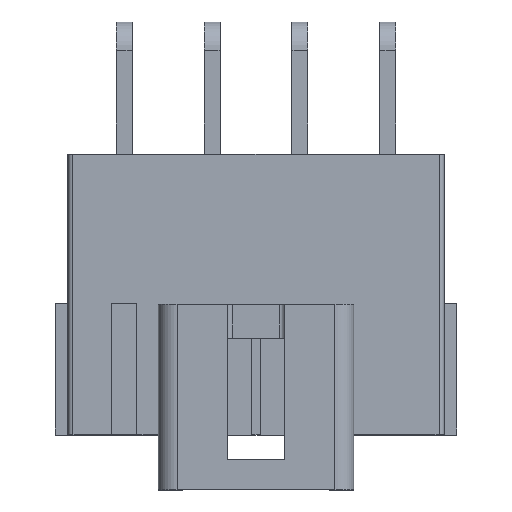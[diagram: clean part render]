
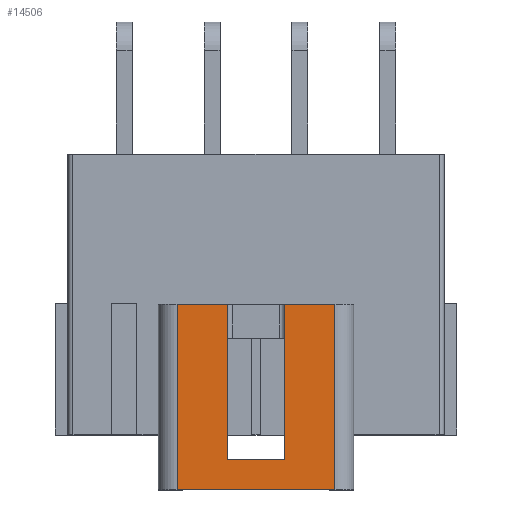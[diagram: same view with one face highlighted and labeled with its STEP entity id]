
A CAD part, top view. The second image highlights one B-rep face of the part: STEP entity #14506.
In plain terms, the highlighted planar face has unit normal (0, 0, 1).
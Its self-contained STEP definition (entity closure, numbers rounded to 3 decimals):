
#13519 = PLANE('',#13520);
#13520 = AXIS2_PLACEMENT_3D('',#13521,#13522,#13523);
#13521 = CARTESIAN_POINT('',(1.35,-18.35,13.585));
#13522 = DIRECTION('',(0.,-1.,0.));
#13523 = DIRECTION('',(0.,0.,-1.));
#13655 = PLANE('',#13656);
#13656 = AXIS2_PLACEMENT_3D('',#13657,#13658,#13659);
#13657 = CARTESIAN_POINT('',(6.405,-17.15,13.585));
#13658 = DIRECTION('',(1.,0.,0.));
#13659 = DIRECTION('',(0.,1.,0.));
#13683 = PLANE('',#13684);
#13684 = AXIS2_PLACEMENT_3D('',#13685,#13686,#13687);
#13685 = CARTESIAN_POINT('',(4.095,-17.15,13.585));
#13686 = DIRECTION('',(0.,-1.,0.));
#13687 = DIRECTION('',(1.,0.,0.));
#13709 = PLANE('',#13710);
#13710 = AXIS2_PLACEMENT_3D('',#13711,#13712,#13713);
#13711 = CARTESIAN_POINT('',(4.095,-10.95,13.585));
#13712 = DIRECTION('',(-1.,0.,0.));
#13713 = DIRECTION('',(0.,-1.,0.));
#14114 = PLANE('',#14115);
#14115 = AXIS2_PLACEMENT_3D('',#14116,#14117,#14118);
#14116 = CARTESIAN_POINT('',(1.35,-10.95,7.845));
#14117 = DIRECTION('',(0.,1.,0.));
#14118 = DIRECTION('',(0.,0.,1.));
#14186 = VERTEX_POINT('',#14187);
#14187 = CARTESIAN_POINT('',(2.1,-10.95,13.585));
#14202 = CYLINDRICAL_SURFACE('',#14203,0.75);
#14203 = AXIS2_PLACEMENT_3D('',#14204,#14205,#14206);
#14204 = CARTESIAN_POINT('',(2.1,-42.916,12.835));
#14205 = DIRECTION('',(0.,1.,0.));
#14206 = DIRECTION('',(-1.,0.,0.));
#14284 = VERTEX_POINT('',#14285);
#14285 = CARTESIAN_POINT('',(8.4,-10.95,13.585));
#14300 = CYLINDRICAL_SURFACE('',#14301,0.75);
#14301 = AXIS2_PLACEMENT_3D('',#14302,#14303,#14304);
#14302 = CARTESIAN_POINT('',(8.4,25.061,12.835));
#14303 = DIRECTION('',(0.,-1.,0.));
#14304 = DIRECTION('',(1.,0.,0.));
#14312 = EDGE_CURVE('',#14313,#14284,#14315,.T.);
#14313 = VERTEX_POINT('',#14314);
#14314 = CARTESIAN_POINT('',(6.405,-10.95,13.585));
#14315 = SURFACE_CURVE('',#14316,(#14320,#14327),.PCURVE_S1.);
#14316 = LINE('',#14317,#14318);
#14317 = CARTESIAN_POINT('',(6.405,-10.95,13.585));
#14318 = VECTOR('',#14319,1.);
#14319 = DIRECTION('',(1.,0.,0.));
#14320 = PCURVE('',#14114,#14321);
#14321 = DEFINITIONAL_REPRESENTATION('',(#14322),#14326);
#14322 = LINE('',#14323,#14324);
#14323 = CARTESIAN_POINT('',(5.74,5.055));
#14324 = VECTOR('',#14325,1.);
#14325 = DIRECTION('',(0.,1.));
#14326 = ( GEOMETRIC_REPRESENTATION_CONTEXT(2) 
PARAMETRIC_REPRESENTATION_CONTEXT() REPRESENTATION_CONTEXT('2D SPACE',''
  ) );
#14327 = PCURVE('',#14328,#14333);
#14328 = PLANE('',#14329);
#14329 = AXIS2_PLACEMENT_3D('',#14330,#14331,#14332);
#14330 = CARTESIAN_POINT('',(1.35,-10.95,13.585));
#14331 = DIRECTION('',(0.,0.,1.));
#14332 = DIRECTION('',(0.,-1.,0.));
#14333 = DEFINITIONAL_REPRESENTATION('',(#14334),#14338);
#14334 = LINE('',#14335,#14336);
#14335 = CARTESIAN_POINT('',(0.,5.055));
#14336 = VECTOR('',#14337,1.);
#14337 = DIRECTION('',(0.,1.));
#14338 = ( GEOMETRIC_REPRESENTATION_CONTEXT(2) 
PARAMETRIC_REPRESENTATION_CONTEXT() REPRESENTATION_CONTEXT('2D SPACE',''
  ) );
#14392 = VERTEX_POINT('',#14393);
#14393 = CARTESIAN_POINT('',(4.095,-10.95,13.585));
#14414 = EDGE_CURVE('',#14186,#14392,#14415,.T.);
#14415 = SURFACE_CURVE('',#14416,(#14420,#14427),.PCURVE_S1.);
#14416 = LINE('',#14417,#14418);
#14417 = CARTESIAN_POINT('',(2.1,-10.95,13.585));
#14418 = VECTOR('',#14419,1.);
#14419 = DIRECTION('',(1.,0.,0.));
#14420 = PCURVE('',#14114,#14421);
#14421 = DEFINITIONAL_REPRESENTATION('',(#14422),#14426);
#14422 = LINE('',#14423,#14424);
#14423 = CARTESIAN_POINT('',(5.74,0.75));
#14424 = VECTOR('',#14425,1.);
#14425 = DIRECTION('',(0.,1.));
#14426 = ( GEOMETRIC_REPRESENTATION_CONTEXT(2) 
PARAMETRIC_REPRESENTATION_CONTEXT() REPRESENTATION_CONTEXT('2D SPACE',''
  ) );
#14427 = PCURVE('',#14328,#14428);
#14428 = DEFINITIONAL_REPRESENTATION('',(#14429),#14433);
#14429 = LINE('',#14430,#14431);
#14430 = CARTESIAN_POINT('',(0.,0.75));
#14431 = VECTOR('',#14432,1.);
#14432 = DIRECTION('',(0.,1.));
#14433 = ( GEOMETRIC_REPRESENTATION_CONTEXT(2) 
PARAMETRIC_REPRESENTATION_CONTEXT() REPRESENTATION_CONTEXT('2D SPACE',''
  ) );
#14462 = VERTEX_POINT('',#14463);
#14463 = CARTESIAN_POINT('',(2.1,-18.35,13.585));
#14485 = EDGE_CURVE('',#14462,#14186,#14486,.T.);
#14486 = SURFACE_CURVE('',#14487,(#14491,#14498),.PCURVE_S1.);
#14487 = LINE('',#14488,#14489);
#14488 = CARTESIAN_POINT('',(2.1,-18.35,13.585));
#14489 = VECTOR('',#14490,1.);
#14490 = DIRECTION('',(0.,1.,0.));
#14491 = PCURVE('',#14202,#14492);
#14492 = DEFINITIONAL_REPRESENTATION('',(#14493),#14497);
#14493 = LINE('',#14494,#14495);
#14494 = CARTESIAN_POINT('',(1.571,24.566));
#14495 = VECTOR('',#14496,1.);
#14496 = DIRECTION('',(0.,1.));
#14497 = ( GEOMETRIC_REPRESENTATION_CONTEXT(2) 
PARAMETRIC_REPRESENTATION_CONTEXT() REPRESENTATION_CONTEXT('2D SPACE',''
  ) );
#14498 = PCURVE('',#14328,#14499);
#14499 = DEFINITIONAL_REPRESENTATION('',(#14500),#14504);
#14500 = LINE('',#14501,#14502);
#14501 = CARTESIAN_POINT('',(7.4,0.75));
#14502 = VECTOR('',#14503,1.);
#14503 = DIRECTION('',(-1.,0.));
#14504 = ( GEOMETRIC_REPRESENTATION_CONTEXT(2) 
PARAMETRIC_REPRESENTATION_CONTEXT() REPRESENTATION_CONTEXT('2D SPACE',''
  ) );
#14506 = ADVANCED_FACE('',(#14507),#14328,.T.);
#14507 = FACE_BOUND('',#14508,.F.);
#14508 = EDGE_LOOP('',(#14509,#14510,#14511,#14534,#14557,#14578,#14579,
    #14602));
#14509 = ORIENTED_EDGE('',*,*,#14485,.T.);
#14510 = ORIENTED_EDGE('',*,*,#14414,.T.);
#14511 = ORIENTED_EDGE('',*,*,#14512,.T.);
#14512 = EDGE_CURVE('',#14392,#14513,#14515,.T.);
#14513 = VERTEX_POINT('',#14514);
#14514 = CARTESIAN_POINT('',(4.095,-17.15,13.585));
#14515 = SURFACE_CURVE('',#14516,(#14520,#14527),.PCURVE_S1.);
#14516 = LINE('',#14517,#14518);
#14517 = CARTESIAN_POINT('',(4.095,-10.95,13.585));
#14518 = VECTOR('',#14519,1.);
#14519 = DIRECTION('',(0.,-1.,0.));
#14520 = PCURVE('',#14328,#14521);
#14521 = DEFINITIONAL_REPRESENTATION('',(#14522),#14526);
#14522 = LINE('',#14523,#14524);
#14523 = CARTESIAN_POINT('',(0.,2.745));
#14524 = VECTOR('',#14525,1.);
#14525 = DIRECTION('',(1.,0.));
#14526 = ( GEOMETRIC_REPRESENTATION_CONTEXT(2) 
PARAMETRIC_REPRESENTATION_CONTEXT() REPRESENTATION_CONTEXT('2D SPACE',''
  ) );
#14527 = PCURVE('',#13709,#14528);
#14528 = DEFINITIONAL_REPRESENTATION('',(#14529),#14533);
#14529 = LINE('',#14530,#14531);
#14530 = CARTESIAN_POINT('',(0.,0.));
#14531 = VECTOR('',#14532,1.);
#14532 = DIRECTION('',(1.,0.));
#14533 = ( GEOMETRIC_REPRESENTATION_CONTEXT(2) 
PARAMETRIC_REPRESENTATION_CONTEXT() REPRESENTATION_CONTEXT('2D SPACE',''
  ) );
#14534 = ORIENTED_EDGE('',*,*,#14535,.T.);
#14535 = EDGE_CURVE('',#14513,#14536,#14538,.T.);
#14536 = VERTEX_POINT('',#14537);
#14537 = CARTESIAN_POINT('',(6.405,-17.15,13.585));
#14538 = SURFACE_CURVE('',#14539,(#14543,#14550),.PCURVE_S1.);
#14539 = LINE('',#14540,#14541);
#14540 = CARTESIAN_POINT('',(4.095,-17.15,13.585));
#14541 = VECTOR('',#14542,1.);
#14542 = DIRECTION('',(1.,0.,0.));
#14543 = PCURVE('',#14328,#14544);
#14544 = DEFINITIONAL_REPRESENTATION('',(#14545),#14549);
#14545 = LINE('',#14546,#14547);
#14546 = CARTESIAN_POINT('',(6.2,2.745));
#14547 = VECTOR('',#14548,1.);
#14548 = DIRECTION('',(0.,1.));
#14549 = ( GEOMETRIC_REPRESENTATION_CONTEXT(2) 
PARAMETRIC_REPRESENTATION_CONTEXT() REPRESENTATION_CONTEXT('2D SPACE',''
  ) );
#14550 = PCURVE('',#13683,#14551);
#14551 = DEFINITIONAL_REPRESENTATION('',(#14552),#14556);
#14552 = LINE('',#14553,#14554);
#14553 = CARTESIAN_POINT('',(0.,0.));
#14554 = VECTOR('',#14555,1.);
#14555 = DIRECTION('',(1.,0.));
#14556 = ( GEOMETRIC_REPRESENTATION_CONTEXT(2) 
PARAMETRIC_REPRESENTATION_CONTEXT() REPRESENTATION_CONTEXT('2D SPACE',''
  ) );
#14557 = ORIENTED_EDGE('',*,*,#14558,.F.);
#14558 = EDGE_CURVE('',#14313,#14536,#14559,.T.);
#14559 = SURFACE_CURVE('',#14560,(#14564,#14571),.PCURVE_S1.);
#14560 = LINE('',#14561,#14562);
#14561 = CARTESIAN_POINT('',(6.405,-10.95,13.585));
#14562 = VECTOR('',#14563,1.);
#14563 = DIRECTION('',(0.,-1.,0.));
#14564 = PCURVE('',#14328,#14565);
#14565 = DEFINITIONAL_REPRESENTATION('',(#14566),#14570);
#14566 = LINE('',#14567,#14568);
#14567 = CARTESIAN_POINT('',(0.,5.055));
#14568 = VECTOR('',#14569,1.);
#14569 = DIRECTION('',(1.,0.));
#14570 = ( GEOMETRIC_REPRESENTATION_CONTEXT(2) 
PARAMETRIC_REPRESENTATION_CONTEXT() REPRESENTATION_CONTEXT('2D SPACE',''
  ) );
#14571 = PCURVE('',#13655,#14572);
#14572 = DEFINITIONAL_REPRESENTATION('',(#14573),#14577);
#14573 = LINE('',#14574,#14575);
#14574 = CARTESIAN_POINT('',(6.2,0.));
#14575 = VECTOR('',#14576,1.);
#14576 = DIRECTION('',(-1.,0.));
#14577 = ( GEOMETRIC_REPRESENTATION_CONTEXT(2) 
PARAMETRIC_REPRESENTATION_CONTEXT() REPRESENTATION_CONTEXT('2D SPACE',''
  ) );
#14578 = ORIENTED_EDGE('',*,*,#14312,.T.);
#14579 = ORIENTED_EDGE('',*,*,#14580,.T.);
#14580 = EDGE_CURVE('',#14284,#14581,#14583,.T.);
#14581 = VERTEX_POINT('',#14582);
#14582 = CARTESIAN_POINT('',(8.4,-18.35,13.585));
#14583 = SURFACE_CURVE('',#14584,(#14588,#14595),.PCURVE_S1.);
#14584 = LINE('',#14585,#14586);
#14585 = CARTESIAN_POINT('',(8.4,-10.95,13.585));
#14586 = VECTOR('',#14587,1.);
#14587 = DIRECTION('',(0.,-1.,0.));
#14588 = PCURVE('',#14328,#14589);
#14589 = DEFINITIONAL_REPRESENTATION('',(#14590),#14594);
#14590 = LINE('',#14591,#14592);
#14591 = CARTESIAN_POINT('',(0.,7.05));
#14592 = VECTOR('',#14593,1.);
#14593 = DIRECTION('',(1.,0.));
#14594 = ( GEOMETRIC_REPRESENTATION_CONTEXT(2) 
PARAMETRIC_REPRESENTATION_CONTEXT() REPRESENTATION_CONTEXT('2D SPACE',''
  ) );
#14595 = PCURVE('',#14300,#14596);
#14596 = DEFINITIONAL_REPRESENTATION('',(#14597),#14601);
#14597 = LINE('',#14598,#14599);
#14598 = CARTESIAN_POINT('',(1.571,36.011));
#14599 = VECTOR('',#14600,1.);
#14600 = DIRECTION('',(0.,1.));
#14601 = ( GEOMETRIC_REPRESENTATION_CONTEXT(2) 
PARAMETRIC_REPRESENTATION_CONTEXT() REPRESENTATION_CONTEXT('2D SPACE',''
  ) );
#14602 = ORIENTED_EDGE('',*,*,#14603,.F.);
#14603 = EDGE_CURVE('',#14462,#14581,#14604,.T.);
#14604 = SURFACE_CURVE('',#14605,(#14609,#14616),.PCURVE_S1.);
#14605 = LINE('',#14606,#14607);
#14606 = CARTESIAN_POINT('',(2.1,-18.35,13.585));
#14607 = VECTOR('',#14608,1.);
#14608 = DIRECTION('',(1.,0.,0.));
#14609 = PCURVE('',#14328,#14610);
#14610 = DEFINITIONAL_REPRESENTATION('',(#14611),#14615);
#14611 = LINE('',#14612,#14613);
#14612 = CARTESIAN_POINT('',(7.4,0.75));
#14613 = VECTOR('',#14614,1.);
#14614 = DIRECTION('',(0.,1.));
#14615 = ( GEOMETRIC_REPRESENTATION_CONTEXT(2) 
PARAMETRIC_REPRESENTATION_CONTEXT() REPRESENTATION_CONTEXT('2D SPACE',''
  ) );
#14616 = PCURVE('',#13519,#14617);
#14617 = DEFINITIONAL_REPRESENTATION('',(#14618),#14622);
#14618 = LINE('',#14619,#14620);
#14619 = CARTESIAN_POINT('',(0.,0.75));
#14620 = VECTOR('',#14621,1.);
#14621 = DIRECTION('',(0.,1.));
#14622 = ( GEOMETRIC_REPRESENTATION_CONTEXT(2) 
PARAMETRIC_REPRESENTATION_CONTEXT() REPRESENTATION_CONTEXT('2D SPACE',''
  ) );
